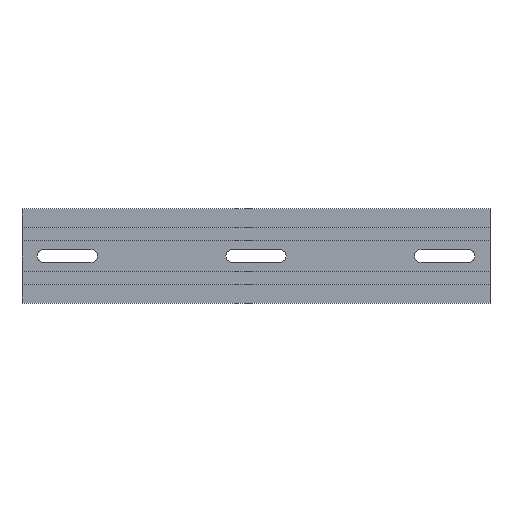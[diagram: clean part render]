
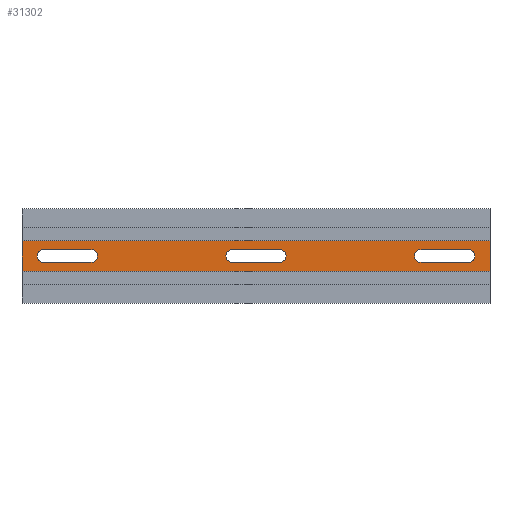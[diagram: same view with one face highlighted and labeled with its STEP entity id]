
A CAD part, front view. The second image highlights one B-rep face of the part: STEP entity #31302.
In plain terms, the highlighted planar face has unit normal (0, -1, 0).
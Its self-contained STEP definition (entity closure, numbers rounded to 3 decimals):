
#1374 = FACE_BOUND ( 'NONE', #31973, .T. ) ;
#1375 = FACE_OUTER_BOUND ( 'NONE', #31974, .T. ) ;
#1376 = FACE_BOUND ( 'NONE', #31977, .T. ) ;
#1377 = FACE_BOUND ( 'NONE', #31976, .T. ) ;
#3240 = DIRECTION ( 'NONE',  ( 0., 1., 0. ) ) ;
#3248 = CARTESIAN_POINT ( 'NONE',  ( 126., 0., -8.3 ) ) ;
#3249 = PLANE ( 'NONE',  #3600 ) ;
#3250 = DIRECTION ( 'NONE',  ( 0., 0., 1. ) ) ;
#3600 = AXIS2_PLACEMENT_3D ( 'NONE', #3248, #3240, #3250 ) ;
#5703 = AXIS2_PLACEMENT_3D ( 'NONE', #8306, #8307, #8308 ) ;
#5705 = AXIS2_PLACEMENT_3D ( 'NONE', #8310, #8311, #8312 ) ;
#5706 = AXIS2_PLACEMENT_3D ( 'NONE', #8316, #8317, #8318 ) ;
#5707 = AXIS2_PLACEMENT_3D ( 'NONE', #8321, #8322, #8323 ) ;
#5708 = AXIS2_PLACEMENT_3D ( 'NONE', #8341, #8342, #8343 ) ;
#5709 = AXIS2_PLACEMENT_3D ( 'NONE', #8345, #8346, #8347 ) ;
#7156 = LINE ( 'NONE', #8297, #7159 ) ;
#7158 = CIRCLE ( 'NONE', #5703, 3.5 ) ;
#7159 = VECTOR ( 'NONE', #8299, 1000. ) ;
#7160 = LINE ( 'NONE', #8301, #7163 ) ;
#7162 = CIRCLE ( 'NONE', #5706, 3.5 ) ;
#7163 = VECTOR ( 'NONE', #8303, 1000. ) ;
#7164 = LINE ( 'NONE', #8302, #7166 ) ;
#7165 = CIRCLE ( 'NONE', #5705, 3.5 ) ;
#7166 = VECTOR ( 'NONE', #8298, 1000. ) ;
#7167 = LINE ( 'NONE', #8304, #7169 ) ;
#7168 = LINE ( 'NONE', #8319, #7179 ) ;
#7169 = VECTOR ( 'NONE', #8305, 1000. ) ;
#7170 = LINE ( 'NONE', #8313, #7172 ) ;
#7171 = CIRCLE ( 'NONE', #5707, 3.5 ) ;
#7172 = VECTOR ( 'NONE', #8309, 1000. ) ;
#7173 = LINE ( 'NONE', #8314, #7175 ) ;
#7174 = LINE ( 'NONE', #8326, #7177 ) ;
#7175 = VECTOR ( 'NONE', #8315, 1000. ) ;
#7176 = LINE ( 'NONE', #8339, #7182 ) ;
#7177 = VECTOR ( 'NONE', #8329, 1000. ) ;
#7178 = CIRCLE ( 'NONE', #5708, 3.5 ) ;
#7179 = VECTOR ( 'NONE', #8331, 1000. ) ;
#7181 = CIRCLE ( 'NONE', #5709, 3.5 ) ;
#7182 = VECTOR ( 'NONE', #8327, 1000. ) ;
#7183 = LINE ( 'NONE', #8337, #7185 ) ;
#7185 = VECTOR ( 'NONE', #8336, 1000. ) ;
#8297 = CARTESIAN_POINT ( 'NONE',  ( 126., 0., 8.3 ) ) ;
#8298 = DIRECTION ( 'NONE',  ( 1., 0., 0. ) ) ;
#8299 = DIRECTION ( 'NONE',  ( -1., 0., 0. ) ) ;
#8301 = CARTESIAN_POINT ( 'NONE',  ( 12.7, 0., -3.5 ) ) ;
#8302 = CARTESIAN_POINT ( 'NONE',  ( -12.7, 0., 3.5 ) ) ;
#8303 = DIRECTION ( 'NONE',  ( -1., 0., 0. ) ) ;
#8304 = CARTESIAN_POINT ( 'NONE',  ( -88.9, 0., -3.5 ) ) ;
#8305 = DIRECTION ( 'NONE',  ( -1., 0., 0. ) ) ;
#8306 = CARTESIAN_POINT ( 'NONE',  ( -12.7, 0., 0. ) ) ;
#8307 = DIRECTION ( 'NONE',  ( 0., 1., 0. ) ) ;
#8308 = DIRECTION ( 'NONE',  ( 0., 0., 1. ) ) ;
#8309 = DIRECTION ( 'NONE',  ( 1., 0., 0. ) ) ;
#8310 = CARTESIAN_POINT ( 'NONE',  ( 12.7, 0., 0. ) ) ;
#8311 = DIRECTION ( 'NONE',  ( 0., 1., 0. ) ) ;
#8312 = DIRECTION ( 'NONE',  ( 0., 0., 1. ) ) ;
#8313 = CARTESIAN_POINT ( 'NONE',  ( -114.3, 0., 3.5 ) ) ;
#8314 = CARTESIAN_POINT ( 'NONE',  ( -126., 0., -8.3 ) ) ;
#8315 = DIRECTION ( 'NONE',  ( 0., 0., -1. ) ) ;
#8316 = CARTESIAN_POINT ( 'NONE',  ( -114.3, 0., 0. ) ) ;
#8317 = DIRECTION ( 'NONE',  ( 0., 1., 0. ) ) ;
#8318 = DIRECTION ( 'NONE',  ( 0., 0., 1. ) ) ;
#8319 = CARTESIAN_POINT ( 'NONE',  ( 126., 0., -8.3 ) ) ;
#8321 = CARTESIAN_POINT ( 'NONE',  ( -88.9, 0., 0. ) ) ;
#8322 = DIRECTION ( 'NONE',  ( 0., 1., 0. ) ) ;
#8323 = DIRECTION ( 'NONE',  ( 0., 0., 1. ) ) ;
#8326 = CARTESIAN_POINT ( 'NONE',  ( 126., 0., -8.3 ) ) ;
#8327 = DIRECTION ( 'NONE',  ( 1., 0., 0. ) ) ;
#8329 = DIRECTION ( 'NONE',  ( -1., 0., 0. ) ) ;
#8331 = DIRECTION ( 'NONE',  ( 0., 0., -1. ) ) ;
#8336 = DIRECTION ( 'NONE',  ( -1., 0., 0. ) ) ;
#8337 = CARTESIAN_POINT ( 'NONE',  ( 114.3, 0., -3.5 ) ) ;
#8339 = CARTESIAN_POINT ( 'NONE',  ( 88.9, 0., 3.5 ) ) ;
#8341 = CARTESIAN_POINT ( 'NONE',  ( 88.9, 0., 0. ) ) ;
#8342 = DIRECTION ( 'NONE',  ( 0., 1., 0. ) ) ;
#8343 = DIRECTION ( 'NONE',  ( 0., 0., 1. ) ) ;
#8345 = CARTESIAN_POINT ( 'NONE',  ( 114.3, 0., 0. ) ) ;
#8346 = DIRECTION ( 'NONE',  ( 0., 1., 0. ) ) ;
#8347 = DIRECTION ( 'NONE',  ( 0., 0., 1. ) ) ;
#8577 = CARTESIAN_POINT ( 'NONE',  ( -126., 0., 8.3 ) ) ;
#8579 = CARTESIAN_POINT ( 'NONE',  ( 12.7, 0., -3.5 ) ) ;
#8581 = CARTESIAN_POINT ( 'NONE',  ( -12.7, 0., -3.5 ) ) ;
#8583 = CARTESIAN_POINT ( 'NONE',  ( -88.9, 0., -3.5 ) ) ;
#8584 = CARTESIAN_POINT ( 'NONE',  ( 126., 0., 8.3 ) ) ;
#8586 = CARTESIAN_POINT ( 'NONE',  ( -126., 0., -8.3 ) ) ;
#8587 = CARTESIAN_POINT ( 'NONE',  ( 126., 0., -8.3 ) ) ;
#8588 = CARTESIAN_POINT ( 'NONE',  ( -12.7, 0., 3.5 ) ) ;
#8589 = CARTESIAN_POINT ( 'NONE',  ( 12.7, 0., 3.5 ) ) ;
#8590 = CARTESIAN_POINT ( 'NONE',  ( -114.3, 0., -3.5 ) ) ;
#8591 = CARTESIAN_POINT ( 'NONE',  ( 88.9, 0., -3.5 ) ) ;
#8592 = CARTESIAN_POINT ( 'NONE',  ( -114.3, 0., 3.5 ) ) ;
#8593 = CARTESIAN_POINT ( 'NONE',  ( -88.9, 0., 3.5 ) ) ;
#8594 = CARTESIAN_POINT ( 'NONE',  ( 88.9, 0., 3.5 ) ) ;
#8598 = CARTESIAN_POINT ( 'NONE',  ( 114.3, 0., 3.5 ) ) ;
#8599 = CARTESIAN_POINT ( 'NONE',  ( 114.3, 0., -3.5 ) ) ;
#31302 = ADVANCED_FACE ( 'NONE', ( #1374, #1377, #1375, #1376 ), #3249, .F. ) ;
#31973 = EDGE_LOOP ( 'NONE', ( #33243, #33244, #33245, #33246 ) ) ;
#31974 = EDGE_LOOP ( 'NONE', ( #33251, #33252, #33253, #33254 ) ) ;
#31976 = EDGE_LOOP ( 'NONE', ( #33247, #33248, #33249, #33250 ) ) ;
#31977 = EDGE_LOOP ( 'NONE', ( #33255, #33256, #33257, #33258 ) ) ;
#33243 = ORIENTED_EDGE ( 'NONE', *, *, #33840, .T. ) ;
#33244 = ORIENTED_EDGE ( 'NONE', *, *, #33841, .T. ) ;
#33245 = ORIENTED_EDGE ( 'NONE', *, *, #33842, .T. ) ;
#33246 = ORIENTED_EDGE ( 'NONE', *, *, #33843, .T. ) ;
#33247 = ORIENTED_EDGE ( 'NONE', *, *, #33844, .T. ) ;
#33248 = ORIENTED_EDGE ( 'NONE', *, *, #33845, .T. ) ;
#33249 = ORIENTED_EDGE ( 'NONE', *, *, #33846, .T. ) ;
#33250 = ORIENTED_EDGE ( 'NONE', *, *, #33847, .T. ) ;
#33251 = ORIENTED_EDGE ( 'NONE', *, *, #33848, .T. ) ;
#33252 = ORIENTED_EDGE ( 'NONE', *, *, #33849, .F. ) ;
#33253 = ORIENTED_EDGE ( 'NONE', *, *, #33850, .F. ) ;
#33254 = ORIENTED_EDGE ( 'NONE', *, *, #33838, .T. ) ;
#33255 = ORIENTED_EDGE ( 'NONE', *, *, #33851, .T. ) ;
#33256 = ORIENTED_EDGE ( 'NONE', *, *, #33852, .T. ) ;
#33257 = ORIENTED_EDGE ( 'NONE', *, *, #33853, .T. ) ;
#33258 = ORIENTED_EDGE ( 'NONE', *, *, #33854, .T. ) ;
#33838 = EDGE_CURVE ( 'NONE', #33997, #33990, #7156, .T. ) ;
#33840 = EDGE_CURVE ( 'NONE', #33992, #33994, #7160, .T. ) ;
#33841 = EDGE_CURVE ( 'NONE', #33994, #34001, #7158, .T. ) ;
#33842 = EDGE_CURVE ( 'NONE', #34001, #34002, #7164, .T. ) ;
#33843 = EDGE_CURVE ( 'NONE', #34002, #33992, #7165, .T. ) ;
#33844 = EDGE_CURVE ( 'NONE', #33996, #34003, #7167, .T. ) ;
#33845 = EDGE_CURVE ( 'NONE', #34003, #34005, #7162, .T. ) ;
#33846 = EDGE_CURVE ( 'NONE', #34005, #34006, #7170, .T. ) ;
#33847 = EDGE_CURVE ( 'NONE', #34006, #33996, #7171, .T. ) ;
#33848 = EDGE_CURVE ( 'NONE', #33990, #33999, #7173, .T. ) ;
#33849 = EDGE_CURVE ( 'NONE', #34000, #33999, #7174, .T. ) ;
#33850 = EDGE_CURVE ( 'NONE', #33997, #34000, #7168, .T. ) ;
#33851 = EDGE_CURVE ( 'NONE', #34004, #34007, #7178, .T. ) ;
#33852 = EDGE_CURVE ( 'NONE', #34007, #34011, #7176, .T. ) ;
#33853 = EDGE_CURVE ( 'NONE', #34011, #34012, #7181, .T. ) ;
#33854 = EDGE_CURVE ( 'NONE', #34012, #34004, #7183, .T. ) ;
#33990 = VERTEX_POINT ( 'NONE', #8577 ) ;
#33992 = VERTEX_POINT ( 'NONE', #8579 ) ;
#33994 = VERTEX_POINT ( 'NONE', #8581 ) ;
#33996 = VERTEX_POINT ( 'NONE', #8583 ) ;
#33997 = VERTEX_POINT ( 'NONE', #8584 ) ;
#33999 = VERTEX_POINT ( 'NONE', #8586 ) ;
#34000 = VERTEX_POINT ( 'NONE', #8587 ) ;
#34001 = VERTEX_POINT ( 'NONE', #8588 ) ;
#34002 = VERTEX_POINT ( 'NONE', #8589 ) ;
#34003 = VERTEX_POINT ( 'NONE', #8590 ) ;
#34004 = VERTEX_POINT ( 'NONE', #8591 ) ;
#34005 = VERTEX_POINT ( 'NONE', #8592 ) ;
#34006 = VERTEX_POINT ( 'NONE', #8593 ) ;
#34007 = VERTEX_POINT ( 'NONE', #8594 ) ;
#34011 = VERTEX_POINT ( 'NONE', #8598 ) ;
#34012 = VERTEX_POINT ( 'NONE', #8599 ) ;
